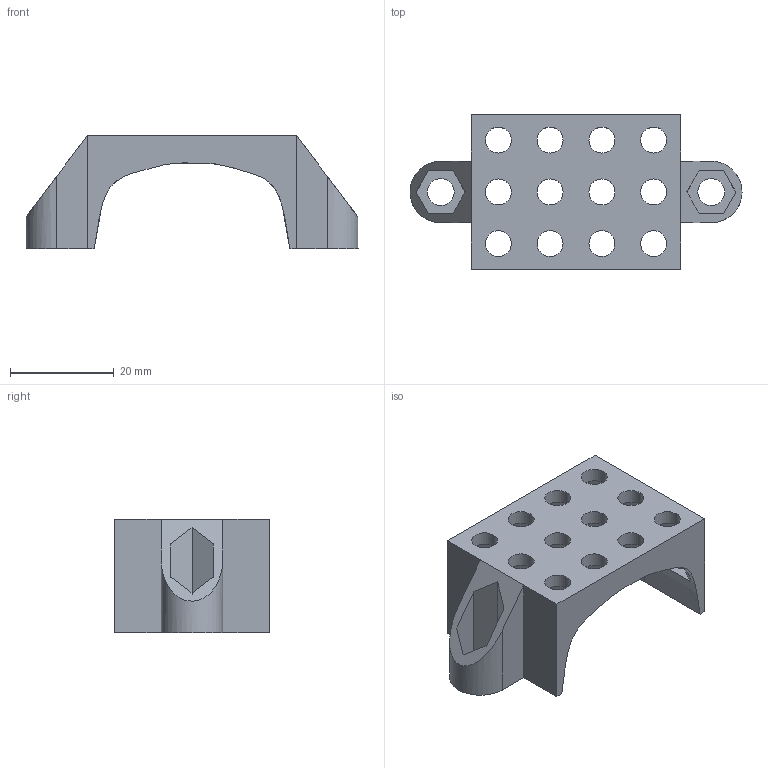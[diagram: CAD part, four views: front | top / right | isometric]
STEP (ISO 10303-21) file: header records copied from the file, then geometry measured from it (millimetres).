
FILE_DESCRIPTION(('Open CASCADE Model'),'2;1');
FILE_NAME('Open CASCADE Shape Model','2024-01-13T13:07:48',('Author'),( 'Open CASCADE'),'Open CASCADE STEP processor 7.7','Open CASCADE 7.7' ,'Unknown');
FILE_SCHEMA(('AUTOMOTIVE_DESIGN { 1 0 10303 214 1 1 1 1 }'));
Length unit declared in the file: millimetre
Products named in the file (1): Open CASCADE STEP translator 7.7 4
Bounding box: 64.16 x 30 x 21.9 mm (x, y, z)
Volume: 8810.5 mm3; surface area: 8285.5 mm2
Topology: 1 solids, 1 shells, 137 faces, 365 edges, 240 vertices
Faces by surface type: plane 119, cylinder 16, extrusion 2
Full cylindrical faces by diameter (mm): 5 x12, 5.2 x2
Entity records: 11720 total; most frequent: CARTESIAN_POINT 4940, DIRECTION 1029, ORIENTED_EDGE 730, PCURVE 730, DEFINITIONAL_REPRESENTATION 730, VECTOR 666, LINE 664, B_SPLINE_CURVE_WITH_KNOTS 369
